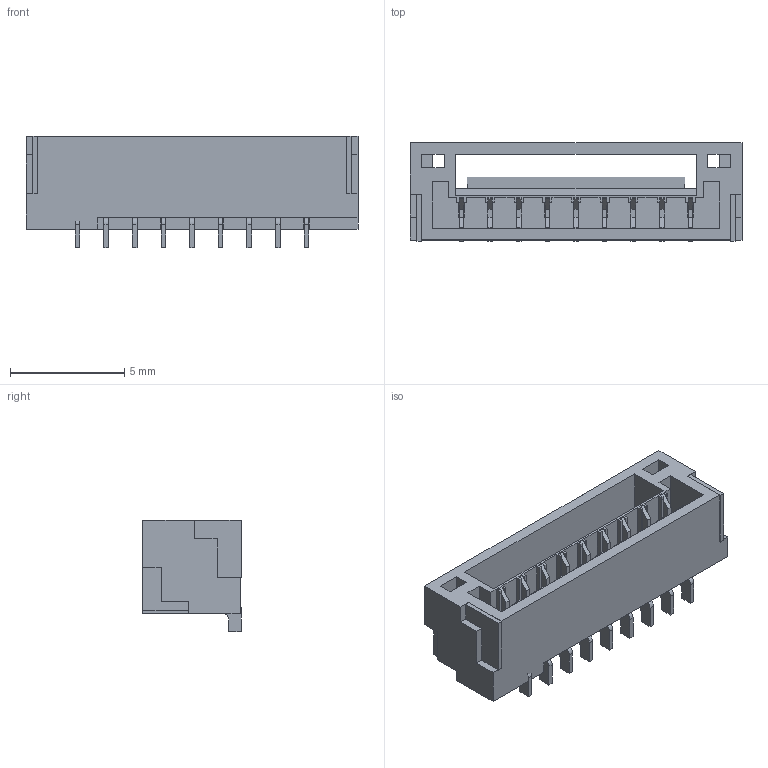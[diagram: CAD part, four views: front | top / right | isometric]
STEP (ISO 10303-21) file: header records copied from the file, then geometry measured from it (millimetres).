
FILE_DESCRIPTION((' '),'2;1');
FILE_NAME( 'SM09B-GHS-TB.stp', '2018-03-28T22:38:45', (' '), ('--- Datakit www.datakit.com---'), ' Datakit CrossCadWare V2017.1 Dec 27 2016', 'DATAKIT 2018 (c)', ' ');
FILE_SCHEMA(('AP203_CONFIGURATION_CONTROLLED_3D_DESIGN_OF_MECHANICAL_PARTS_AND_ASSEMBLIES_MIM_LF { 1 0 10303 403 2 1 2}'));
Length unit declared in the file: millimetre
Products named in the file (1): SM09B-GHS-TB
Bounding box: 14.5 x 4.3 x 4.85 mm (x, y, z)
Volume: 120.7 mm3; surface area: 640.9 mm2
Topology: 12 solids, 12 shells, 370 faces, 1067 edges, 706 vertices
Faces by surface type: plane 352, cylinder 18
Entity records: 12053 total; most frequent: CARTESIAN_POINT 2144, ORIENTED_EDGE 2134, DIRECTION 1845, EDGE_CURVE 1067, VECTOR 1031, LINE 1031, VERTEX_POINT 706, AXIS2_PLACEMENT_3D 407
